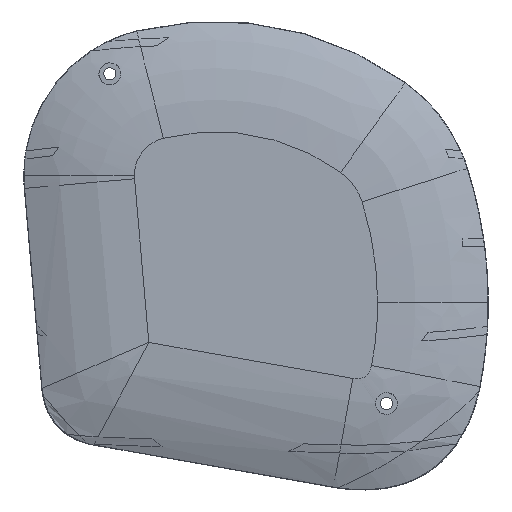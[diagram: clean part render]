
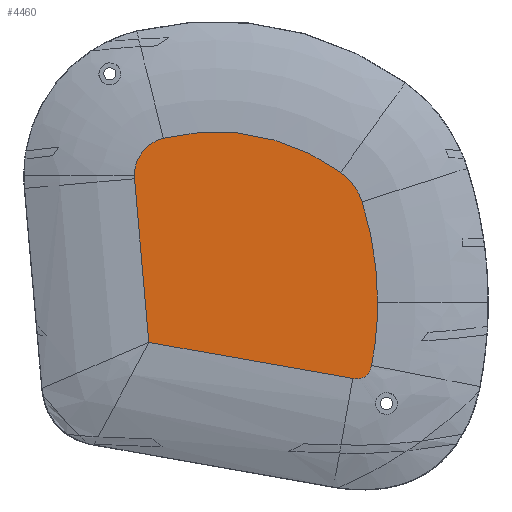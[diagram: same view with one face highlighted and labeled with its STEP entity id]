
A CAD part, top view. The second image highlights one B-rep face of the part: STEP entity #4460.
In plain terms, the highlighted planar face has unit normal (0, 0, 1).
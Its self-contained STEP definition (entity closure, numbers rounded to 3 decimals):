
#34 = ORIENTED_EDGE ( 'NONE', *, *, #3227, .F. ) ;
#93 = CARTESIAN_POINT ( 'NONE',  ( 46.024, 10.327, 75. ) ) ;
#98 = ORIENTED_EDGE ( 'NONE', *, *, #1168, .F. ) ;
#155 = CIRCLE ( 'NONE', #8059, 84.801 ) ;
#214 = CARTESIAN_POINT ( 'NONE',  ( 49.73, 11.272, 75. ) ) ;
#247 = CARTESIAN_POINT ( 'NONE',  ( 48.732, 10.552, 75. ) ) ;
#385 = VECTOR ( 'NONE', #3569, 1000. ) ;
#439 = CARTESIAN_POINT ( 'NONE',  ( -6.105, 19.519, 75. ) ) ;
#474 = CARTESIAN_POINT ( 'NONE',  ( 50.815, 13.62, 75. ) ) ;
#486 = DIRECTION ( 'NONE',  ( 0., 0., -1. ) ) ;
#535 = VERTEX_POINT ( 'NONE', #93 ) ;
#646 = DIRECTION ( 'NONE',  ( 0., 0., -1. ) ) ;
#773 = CARTESIAN_POINT ( 'NONE',  ( 50.547, 12.55, 75. ) ) ;
#816 = B_SPLINE_CURVE_WITH_KNOTS ( 'NONE', 3,
 ( #3915, #3856, #773, #5841, #6526, #214, #4641, #913, #7207, #1578, #247, #6661, #7872, #4022, #829, #5327, #7294, #2169, #3436 ),
 .UNSPECIFIED., .F., .F.,
 ( 4, 2, 2, 2, 1, 2, 2, 2, 2, 4 ),
 ( 0., 0.002, 0.002, 0.003, 0.003, 0.004, 0.004, 0.005, 0.006, 0.007 ),
 .UNSPECIFIED. ) ;
#829 = CARTESIAN_POINT ( 'NONE',  ( 47.398, 10.228, 75. ) ) ;
#835 = CARTESIAN_POINT ( 'NONE',  ( 42.941, 62.999, 75. ) ) ;
#913 = CARTESIAN_POINT ( 'NONE',  ( 49.428, 10.987, 75. ) ) ;
#972 = CARTESIAN_POINT ( 'NONE',  ( -5.055, 19.334, 75. ) ) ;
#983 = CARTESIAN_POINT ( 'NONE',  ( -9.764, 61.345, 75. ) ) ;
#1042 = DIRECTION ( 'NONE',  ( 0., 0., -1. ) ) ;
#1168 = EDGE_CURVE ( 'NONE', #1174, #1623, #2903, .T. ) ;
#1174 = VERTEX_POINT ( 'NONE', #5674 ) ;
#1221 = ORIENTED_EDGE ( 'NONE', *, *, #6749, .F. ) ;
#1361 = EDGE_CURVE ( 'NONE', #1623, #4931, #1427, .T. ) ;
#1427 = CIRCLE ( 'NONE', #5097, 9.801 ) ;
#1573 = AXIS2_PLACEMENT_3D ( 'NONE', #7505, #486, #6145 ) ;
#1578 = CARTESIAN_POINT ( 'NONE',  ( 48.978, 10.677, 75. ) ) ;
#1623 = VERTEX_POINT ( 'NONE', #6295 ) ;
#1631 = DIRECTION ( 'NONE',  ( -0.087, 0.996, 0. ) ) ;
#1780 = LINE ( 'NONE', #972, #385 ) ;
#1941 = AXIS2_PLACEMENT_3D ( 'NONE', #6360, #4359, #8135 ) ;
#2107 = VERTEX_POINT ( 'NONE', #474 ) ;
#2169 = CARTESIAN_POINT ( 'NONE',  ( 46.297, 10.279, 75. ) ) ;
#2302 = ORIENTED_EDGE ( 'NONE', *, *, #4135, .F. ) ;
#2320 = CIRCLE ( 'NONE', #4855, 84.801 ) ;
#2361 = EDGE_CURVE ( 'NONE', #7356, #2107, #2320, .T. ) ;
#2411 = CIRCLE ( 'NONE', #3640, 54.801 ) ;
#2453 = VERTEX_POINT ( 'NONE', #4870 ) ;
#2478 = PLANE ( 'NONE',  #1941 ) ;
#2538 = ORIENTED_EDGE ( 'NONE', *, *, #5473, .F. ) ;
#2539 = DIRECTION ( 'NONE',  ( 1., 0., 0. ) ) ;
#2771 = VERTEX_POINT ( 'NONE', #835 ) ;
#2772 = DIRECTION ( 'NONE',  ( 0., 0., -1. ) ) ;
#2827 = CARTESIAN_POINT ( 'NONE',  ( 10.902, 18.54, 75. ) ) ;
#2903 = CIRCLE ( 'NONE', #3541, 9.801 ) ;
#3227 = EDGE_CURVE ( 'NONE', #535, #6080, #1780, .T. ) ;
#3279 = DIRECTION ( 'NONE',  ( 1., 0., 0. ) ) ;
#3436 = CARTESIAN_POINT ( 'NONE',  ( 46.024, 10.327, 75. ) ) ;
#3464 = DIRECTION ( 'NONE',  ( 1., 0., 0. ) ) ;
#3541 = AXIS2_PLACEMENT_3D ( 'NONE', #6922, #6886, #2539 ) ;
#3569 = DIRECTION ( 'NONE',  ( -0.985, 0.174, 0. ) ) ;
#3640 = AXIS2_PLACEMENT_3D ( 'NONE', #2827, #2772, #3464 ) ;
#3816 = EDGE_LOOP ( 'NONE', ( #2302, #6179, #2538, #5598, #98, #8208, #34, #1221, #6224 ) ) ;
#3856 = CARTESIAN_POINT ( 'NONE',  ( 50.71, 13.076, 75. ) ) ;
#3915 = CARTESIAN_POINT ( 'NONE',  ( 50.815, 13.62, 75. ) ) ;
#3992 = DIRECTION ( 'NONE',  ( 0., 0., -1. ) ) ;
#4022 = CARTESIAN_POINT ( 'NONE',  ( 47.946, 10.296, 75. ) ) ;
#4135 = EDGE_CURVE ( 'NONE', #2453, #7356, #155, .T. ) ;
#4154 = LINE ( 'NONE', #983, #7347 ) ;
#4351 = CARTESIAN_POINT ( 'NONE',  ( -32.428, 29.801, 75. ) ) ;
#4359 = DIRECTION ( 'NONE',  ( 0., 0., -1. ) ) ;
#4460 = ADVANCED_FACE ( 'NONE', ( #6532 ), #2478, .F. ) ;
#4475 = CARTESIAN_POINT ( 'NONE',  ( -32.428, 29.801, 75. ) ) ;
#4641 = CARTESIAN_POINT ( 'NONE',  ( 49.633, 11.172, 75. ) ) ;
#4709 = EDGE_CURVE ( 'NONE', #2771, #2453, #7419, .T. ) ;
#4855 = AXIS2_PLACEMENT_3D ( 'NONE', #4351, #1042, #7426 ) ;
#4870 = CARTESIAN_POINT ( 'NONE',  ( 48.395, 55.472, 75. ) ) ;
#4931 = VERTEX_POINT ( 'NONE', #7079 ) ;
#5097 = AXIS2_PLACEMENT_3D ( 'NONE', #5329, #3992, #6746 ) ;
#5327 = CARTESIAN_POINT ( 'NONE',  ( 47.12, 10.221, 75. ) ) ;
#5329 = CARTESIAN_POINT ( 'NONE',  ( 0., 62.2, 75. ) ) ;
#5473 = EDGE_CURVE ( 'NONE', #4931, #2771, #2411, .T. ) ;
#5598 = ORIENTED_EDGE ( 'NONE', *, *, #1361, .F. ) ;
#5674 = CARTESIAN_POINT ( 'NONE',  ( -9.764, 61.345, 75. ) ) ;
#5841 = CARTESIAN_POINT ( 'NONE',  ( 50.154, 11.816, 75. ) ) ;
#6080 = VERTEX_POINT ( 'NONE', #439 ) ;
#6145 = DIRECTION ( 'NONE',  ( 1., 0., 0. ) ) ;
#6179 = ORIENTED_EDGE ( 'NONE', *, *, #4709, .F. ) ;
#6224 = ORIENTED_EDGE ( 'NONE', *, *, #2361, .F. ) ;
#6295 = CARTESIAN_POINT ( 'NONE',  ( -9.801, 62.2, 75. ) ) ;
#6360 = CARTESIAN_POINT ( 'NONE',  ( 0., 0., 75. ) ) ;
#6526 = CARTESIAN_POINT ( 'NONE',  ( 50.001, 11.586, 75. ) ) ;
#6532 = FACE_OUTER_BOUND ( 'NONE', #3816, .T. ) ;
#6661 = CARTESIAN_POINT ( 'NONE',  ( 48.604, 10.497, 75. ) ) ;
#6746 = DIRECTION ( 'NONE',  ( 1., 0., 0. ) ) ;
#6749 = EDGE_CURVE ( 'NONE', #2107, #535, #816, .T. ) ;
#6886 = DIRECTION ( 'NONE',  ( 0., 0., -1. ) ) ;
#6922 = CARTESIAN_POINT ( 'NONE',  ( 0., 62.2, 75. ) ) ;
#7079 = CARTESIAN_POINT ( 'NONE',  ( -2.374, 71.709, 75. ) ) ;
#7106 = CARTESIAN_POINT ( 'NONE',  ( 52.373, 29.801, 75. ) ) ;
#7207 = CARTESIAN_POINT ( 'NONE',  ( 49.213, 10.817, 75. ) ) ;
#7294 = CARTESIAN_POINT ( 'NONE',  ( 46.571, 10.246, 75. ) ) ;
#7347 = VECTOR ( 'NONE', #1631, 1000. ) ;
#7356 = VERTEX_POINT ( 'NONE', #7106 ) ;
#7419 = CIRCLE ( 'NONE', #1573, 14.801 ) ;
#7426 = DIRECTION ( 'NONE',  ( 1., 0., 0. ) ) ;
#7505 = CARTESIAN_POINT ( 'NONE',  ( 34.288, 50.991, 75. ) ) ;
#7872 = CARTESIAN_POINT ( 'NONE',  ( 48.214, 10.357, 75. ) ) ;
#7918 = EDGE_CURVE ( 'NONE', #6080, #1174, #4154, .T. ) ;
#8059 = AXIS2_PLACEMENT_3D ( 'NONE', #4475, #646, #3279 ) ;
#8135 = DIRECTION ( 'NONE',  ( 1., 0., 0. ) ) ;
#8208 = ORIENTED_EDGE ( 'NONE', *, *, #7918, .F. ) ;
